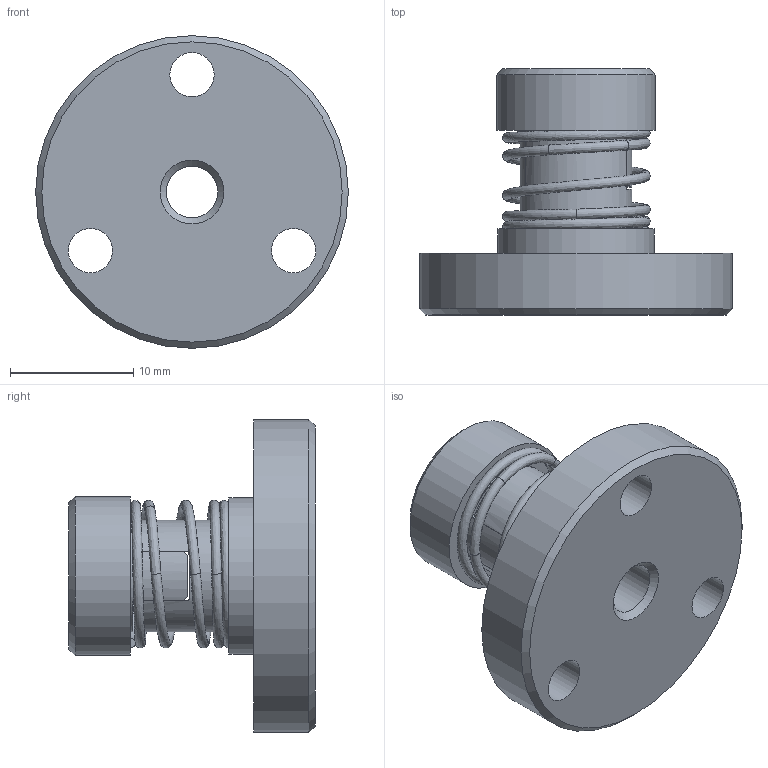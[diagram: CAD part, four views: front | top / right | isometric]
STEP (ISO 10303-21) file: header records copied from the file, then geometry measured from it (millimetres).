
FILE_DESCRIPTION((''),'2;1');
FILE_NAME('零件3.stp','2016-08-10T13:32:29',('Administrator'),(''),'Autodesk Inventor 2013','Autodesk Inventor 2013','');
FILE_SCHEMA(('AUTOMOTIVE_DESIGN { 1 0 10303 214 1 1 1 1 }'));
Length unit declared in the file: millimetre
Products named in the file (1): 零件3
Bounding box: 25.4 x 20 x 25.4 mm (x, y, z)
Surface area: 3012.4 mm2 (no closed solid volume)
Topology: 0 solids, 3 shells, 70 faces, 183 edges, 120 vertices
Faces by surface type: plane 33, cylinder 18, bspline 11, cone 8
Full cylindrical faces by diameter (mm): 3.6 x3, 4.2 x2, 9.1 x2, 12.7 x1, 12.9 x1, 25.4 x1
Entity records: 3394 total; most frequent: CARTESIAN_POINT 1758, ORIENTED_EDGE 330, DIRECTION 306, EDGE_CURVE 165, AXIS2_PLACEMENT_3D 128, VERTEX_POINT 116, EDGE_LOOP 95, FACE_OUTER_BOUND 70
